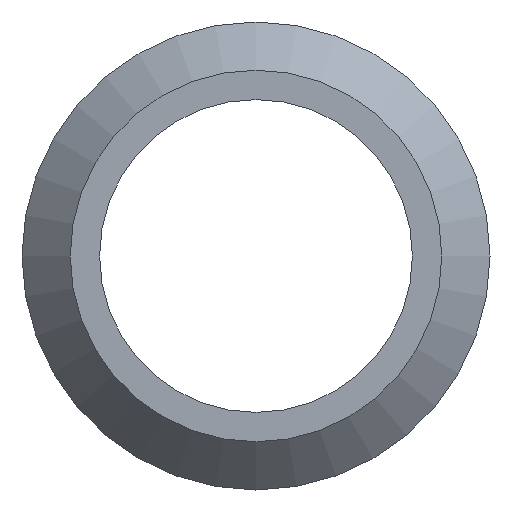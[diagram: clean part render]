
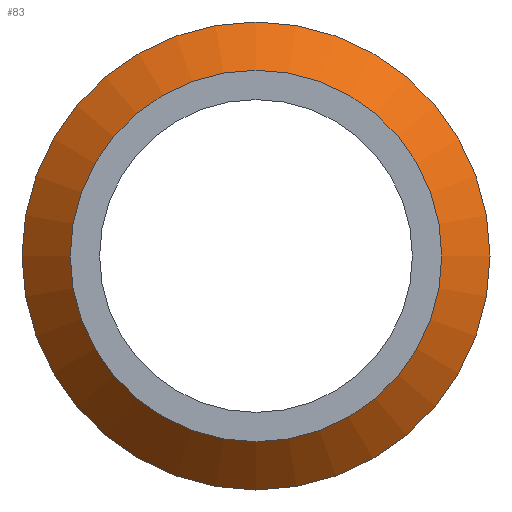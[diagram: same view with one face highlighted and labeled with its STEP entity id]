
A CAD part, front view. The second image highlights one B-rep face of the part: STEP entity #83.
In plain terms, the highlighted conical face has half-angle 45 degrees and reference radius 10.719 mm.
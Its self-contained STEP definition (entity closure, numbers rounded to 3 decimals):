
#13=CONICAL_SURFACE($,#97,10.719,45.);
#21=FACE_BOUND($,#37,.T.);
#26=FACE_OUTER_BOUND($,#36,.T.);
#36=EDGE_LOOP($,(#66));
#37=EDGE_LOOP($,(#67));
#44=CIRCLE($,#96,11.95);
#45=CIRCLE($,#98,9.487);
#50=VERTEX_POINT($,#139);
#51=VERTEX_POINT($,#142);
#56=EDGE_CURVE($,#50,#50,#44,.T.);
#57=EDGE_CURVE($,#51,#51,#45,.T.);
#66=ORIENTED_EDGE($,*,*,#56,.T.);
#67=ORIENTED_EDGE($,*,*,#57,.F.);
#83=ADVANCED_FACE($,(#26,#21),#13,.T.);
#96=AXIS2_PLACEMENT_3D($,#140,#118,#119);
#97=AXIS2_PLACEMENT_3D($,#141,#120,#121);
#98=AXIS2_PLACEMENT_3D($,#143,#122,#123);
#118=DIRECTION('center_axis',(0.,-1.,0.));
#119=DIRECTION('ref_axis',(1.,0.,0.));
#120=DIRECTION('center_axis',(0.,1.,0.));
#121=DIRECTION('ref_axis',(1.,0.,0.));
#122=DIRECTION('center_axis',(0.,-1.,0.));
#123=DIRECTION('ref_axis',(1.,0.,0.));
#139=CARTESIAN_POINT('',(11.95,2.463,0.));
#140=CARTESIAN_POINT('Origin',(0.,2.463,0.));
#141=CARTESIAN_POINT('Origin',(0.,1.232,0.));
#142=CARTESIAN_POINT('',(9.487,0.,0.));
#143=CARTESIAN_POINT('Origin',(0.,0.,0.));
